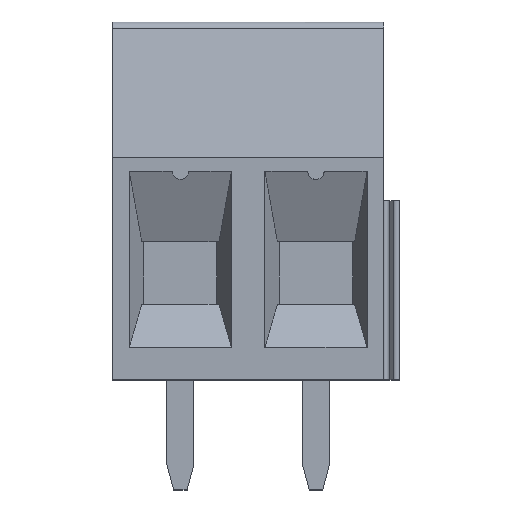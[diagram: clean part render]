
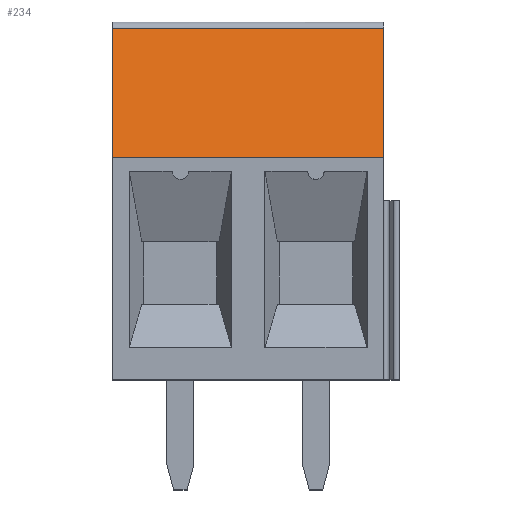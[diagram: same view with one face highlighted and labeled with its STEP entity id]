
A CAD part, top view. The second image highlights one B-rep face of the part: STEP entity #234.
In plain terms, the highlighted planar face has unit normal (0, 0.241, 0.97).
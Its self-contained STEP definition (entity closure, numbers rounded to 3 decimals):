
#234 = ADVANCED_FACE( '', ( #550 ), #551, .F. );
#550 = FACE_OUTER_BOUND( '', #947, .T. );
#551 = PLANE( '', #948 );
#947 = EDGE_LOOP( '', ( #1608, #1609, #1610, #1611 ) );
#948 = AXIS2_PLACEMENT_3D( '', #1612, #1613, #1614 );
#1608 = ORIENTED_EDGE( '', *, *, #2622, .T. );
#1609 = ORIENTED_EDGE( '', *, *, #2623, .F. );
#1610 = ORIENTED_EDGE( '', *, *, #2605, .T. );
#1611 = ORIENTED_EDGE( '', *, *, #2624, .T. );
#1612 = CARTESIAN_POINT( '', ( -24.04, 13.222, -1.654 ) );
#1613 = DIRECTION( '', ( 0., -0.241, -0.97 ) );
#1614 = DIRECTION( '', ( 0., -0.97, 0.241 ) );
#2605 = EDGE_CURVE( '', #3224, #3225, #3226, .T. );
#2622 = EDGE_CURVE( '', #3252, #3253, #3254, .T. );
#2623 = EDGE_CURVE( '', #3224, #3253, #3255, .T. );
#2624 = EDGE_CURVE( '', #3225, #3252, #3256, .T. );
#3224 = VERTEX_POINT( '', #4081 );
#3225 = VERTEX_POINT( '', #4082 );
#3226 = LINE( '', #4083, #4084 );
#3252 = VERTEX_POINT( '', #4132 );
#3253 = VERTEX_POINT( '', #4133 );
#3254 = LINE( '', #4134, #4135 );
#3255 = LINE( '', #4136, #4137 );
#3256 = LINE( '', #4138, #4139 );
#4081 = CARTESIAN_POINT( '', ( 0., 8.197, -0.404 ) );
#4082 = CARTESIAN_POINT( '', ( 0., 12.967, -1.591 ) );
#4083 = CARTESIAN_POINT( '', ( 0., 8.197, -0.404 ) );
#4084 = VECTOR( '', #4746, 1000. );
#4132 = CARTESIAN_POINT( '', ( -10., 12.967, -1.591 ) );
#4133 = CARTESIAN_POINT( '', ( -10., 8.197, -0.404 ) );
#4134 = CARTESIAN_POINT( '', ( -10., 12.967, -1.591 ) );
#4135 = VECTOR( '', #4759, 1000. );
#4136 = CARTESIAN_POINT( '', ( 0.12, 8.197, -0.404 ) );
#4137 = VECTOR( '', #4760, 1000. );
#4138 = CARTESIAN_POINT( '', ( 0.12, 12.967, -1.591 ) );
#4139 = VECTOR( '', #4761, 1000. );
#4746 = DIRECTION( '', ( 0., 0.97, -0.241 ) );
#4759 = DIRECTION( '', ( 0., -0.97, 0.241 ) );
#4760 = DIRECTION( '', ( -1., 0., 0. ) );
#4761 = DIRECTION( '', ( -1., 0., 0. ) );
